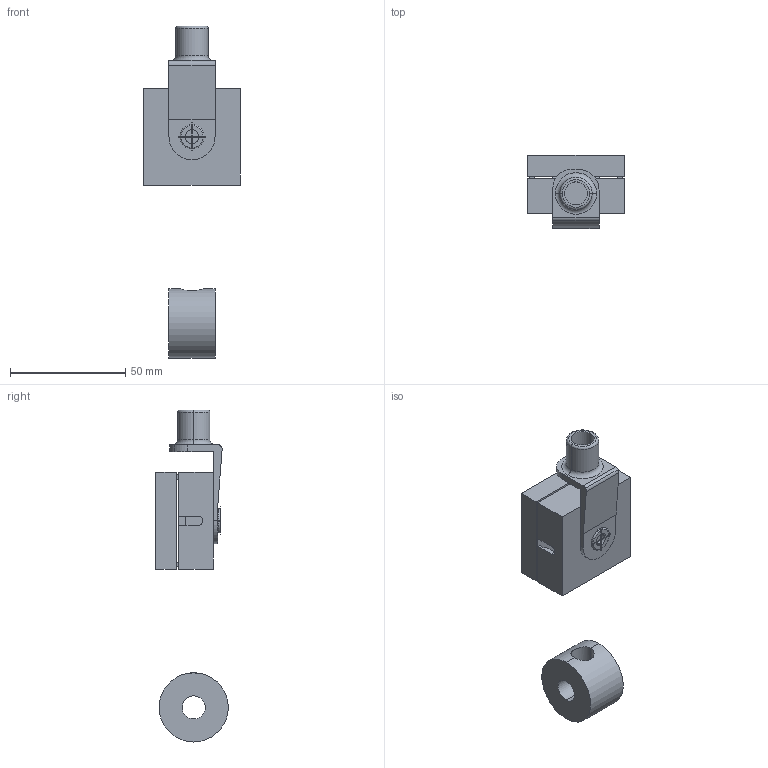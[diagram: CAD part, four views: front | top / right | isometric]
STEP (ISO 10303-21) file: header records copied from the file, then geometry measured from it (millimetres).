
FILE_DESCRIPTION(('STEP AP214'),'1');
FILE_NAME('Mobile Teacher Tool 3D Print Parts.stp','2020-10-14T17:15:29',(' '),(' '),'Spatial InterOp 3D',' ',' ');
FILE_SCHEMA(('AUTOMOTIVE_DESIGN { 1 0 10303 214 1 1 1 1 }'));
Length unit declared in the file: metre
Products named in the file (5): Mobile Teacher Tool 3D Print Parts; SYS; Kamerahaus vorne; Kamerahaus hinten; Kameraanschluss
Assembly tree (4 placements, depth 2):
  Mobile Teacher Tool 3D Print Parts
    SYS
    Kamerahaus vorne
    Kamerahaus hinten
    Kameraanschluss
Bounding box: 42 x 31.51 x 143.99 mm (x, y, z)
Volume: 25296.1 mm3; surface area: 22378.5 mm2
Topology: 4 solids, 9 shells, 202 faces, 565 edges, 395 vertices
Faces by surface type: plane 120, cylinder 74, torus 8
Entity records: 6940 total; most frequent: CARTESIAN_POINT 1348, DIRECTION 1185, ORIENTED_EDGE 1100, EDGE_CURVE 564, AXIS2_PLACEMENT_3D 424, VERTEX_POINT 392, LINE 337, VECTOR 337
